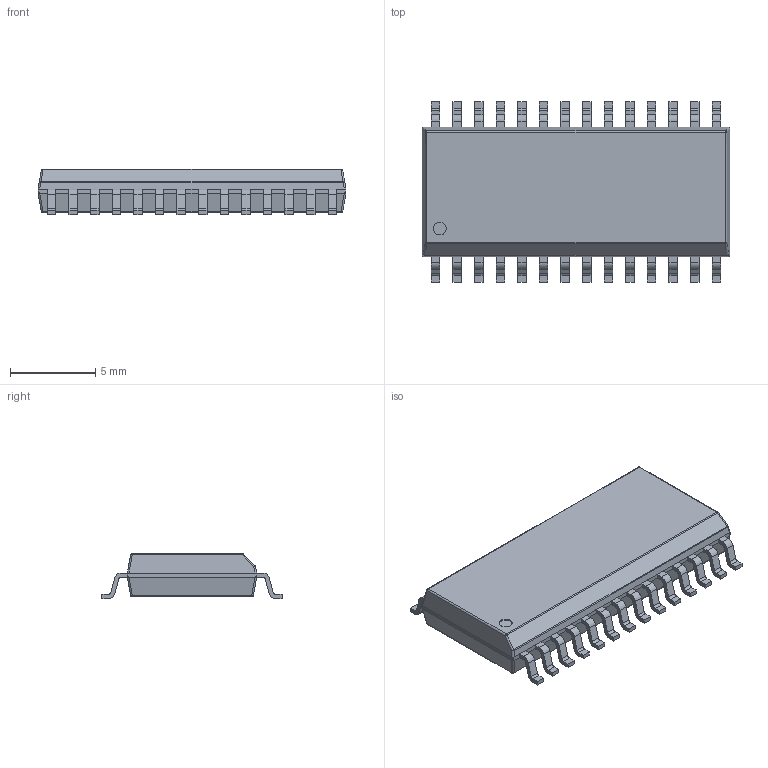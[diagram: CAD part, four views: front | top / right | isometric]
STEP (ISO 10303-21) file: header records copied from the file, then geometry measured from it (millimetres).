
FILE_DESCRIPTION(('STEP AP214'), '1');
FILE_NAME('MS-013AE', '2016-05-21T12:39:38', ('Nobody'), (''), 'ASCON STEP Converter 1.3', 'ASCON Math Kernel', '');
FILE_SCHEMA(('AUTOMOTIVE_DESIGN { 1 0 10303 214 3 1 1}'));
Length unit declared in the file: millimetre
Bounding box: 18.1 x 10.6 x 2.65 mm (x, y, z)
Volume: 343.9 mm3; surface area: 492.6 mm2
Topology: 29 solids, 29 shells, 438 faces, 1233 edges, 872 vertices
Faces by surface type: plane 296, cylinder 132, bspline 8, sphere 2
Full cylindrical faces by diameter (mm): 0.75 x1
Entity records: 17797 total; most frequent: CARTESIAN_POINT 2631, DIRECTION 2308, ORIENTED_EDGE 2220, EDGE_CURVE 1110, LINE 942, VECTOR 942, VERTEX_POINT 732, AXIS2_PLACEMENT_3D 683
